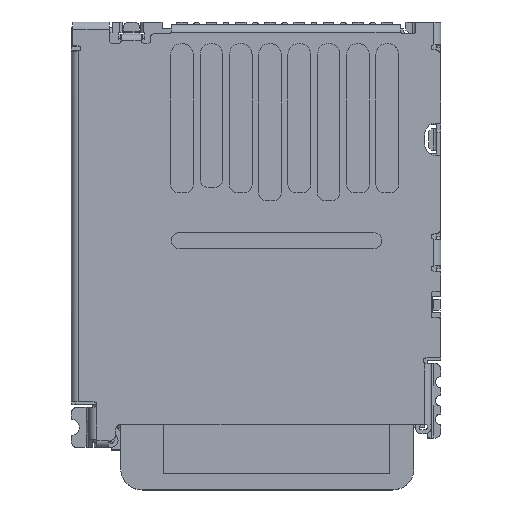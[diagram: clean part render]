
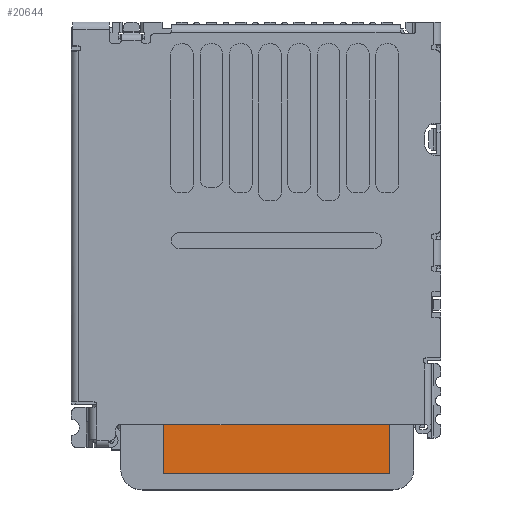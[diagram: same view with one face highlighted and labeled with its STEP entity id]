
A CAD part, top view. The second image highlights one B-rep face of the part: STEP entity #20644.
In plain terms, the highlighted face is planar.
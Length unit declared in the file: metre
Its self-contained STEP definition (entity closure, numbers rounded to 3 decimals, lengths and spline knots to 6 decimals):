
#953=ORIENTED_EDGE('',*,*,#7166,.F.);
#954=ORIENTED_EDGE('',*,*,#7167,.F.);
#955=ORIENTED_EDGE('',*,*,#7164,.F.);
#956=ORIENTED_EDGE('',*,*,#7168,.F.);
#7164=EDGE_CURVE('',#10272,#10273,#12315,.T.);
#7166=EDGE_CURVE('',#10274,#10275,#12317,.T.);
#7167=EDGE_CURVE('',#10273,#10274,#12318,.T.);
#7168=EDGE_CURVE('',#10275,#10272,#12319,.T.);
#10272=VERTEX_POINT('',#29595);
#10273=VERTEX_POINT('',#29597);
#10274=VERTEX_POINT('',#29601);
#10275=VERTEX_POINT('',#29602);
#12315=LINE('',#29596,#14880);
#12317=LINE('',#29600,#14882);
#12318=LINE('',#29603,#14883);
#12319=LINE('',#29604,#14884);
#14880=VECTOR('',#23700,1.);
#14882=VECTOR('',#23704,1.);
#14883=VECTOR('',#23705,1.);
#14884=VECTOR('',#23706,1.);
#17444=EDGE_LOOP('',(#953,#954,#955,#956));
#18604=FACE_BOUND('',#17444,.T.);
#19764=PLANE('',#22031);
#20644=ADVANCED_FACE('',(#18604),#19764,.T.);
#22031=AXIS2_PLACEMENT_3D('',#29599,#23702,#23703);
#23700=DIRECTION('',(0.,1.,0.));
#23702=DIRECTION('',(0.,0.,-1.));
#23703=DIRECTION('',(1.,0.,0.));
#23704=DIRECTION('',(0.,-1.,0.));
#23705=DIRECTION('',(-1.,0.,0.));
#23706=DIRECTION('',(1.,0.,0.));
#29595=CARTESIAN_POINT('',(0.22819,0.118413,0.00083));
#29596=CARTESIAN_POINT('',(0.22819,0.121513,0.00083));
#29597=CARTESIAN_POINT('',(0.22819,0.124613,0.00083));
#29599=CARTESIAN_POINT('',(0.219265,0.124923,0.00083));
#29600=CARTESIAN_POINT('',(0.21969,0.121513,0.00083));
#29601=CARTESIAN_POINT('',(0.21969,0.124613,0.00083));
#29602=CARTESIAN_POINT('',(0.21969,0.118413,0.00083));
#29603=CARTESIAN_POINT('',(0.22394,0.124613,0.00083));
#29604=CARTESIAN_POINT('',(0.22394,0.118413,0.00083));
